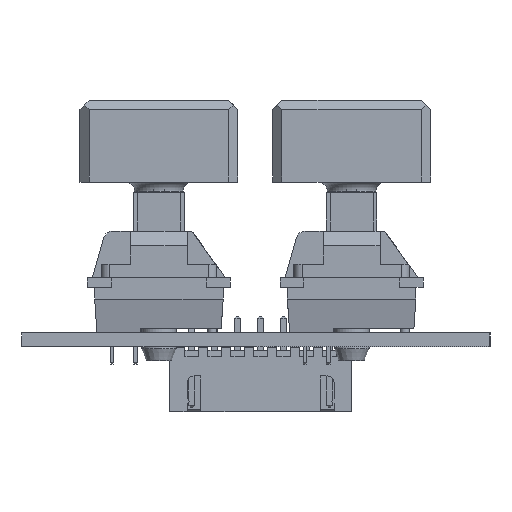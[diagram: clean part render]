
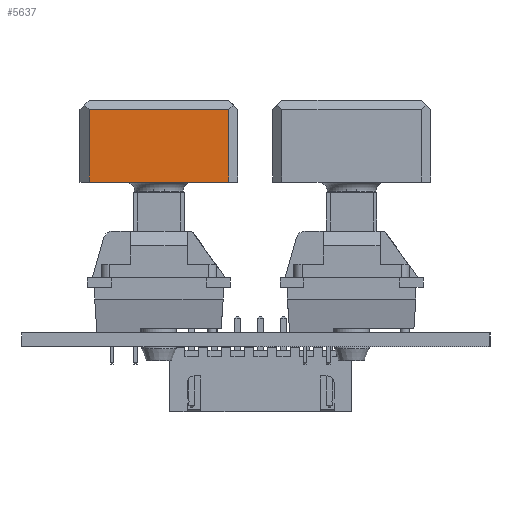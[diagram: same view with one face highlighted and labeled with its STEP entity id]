
A CAD part, left-side view. The second image highlights one B-rep face of the part: STEP entity #5637.
In plain terms, the highlighted planar face has unit normal (-1, 0, 0).
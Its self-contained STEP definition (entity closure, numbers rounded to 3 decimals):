
#5522 = VERTEX_POINT('',#5523);
#5523 = CARTESIAN_POINT('',(-143.1,-77.,172.9));
#5529 = EDGE_CURVE('',#5522,#5530,#5532,.T.);
#5530 = VERTEX_POINT('',#5531);
#5531 = CARTESIAN_POINT('',(-143.1,-69.1,172.9));
#5532 = LINE('',#5533,#5534);
#5533 = CARTESIAN_POINT('',(-143.1,-72.1,172.9));
#5534 = VECTOR('',#5535,1.);
#5535 = DIRECTION('',(0.,1.,0.));
#5568 = EDGE_CURVE('',#5530,#5569,#5571,.T.);
#5569 = VERTEX_POINT('',#5570);
#5570 = CARTESIAN_POINT('',(-143.1,-69.1,188.1));
#5571 = LINE('',#5572,#5573);
#5572 = CARTESIAN_POINT('',(-143.1,-69.1,189.1));
#5573 = VECTOR('',#5574,1.);
#5574 = DIRECTION('',(0.,0.,1.));
#5637 = ADVANCED_FACE('',(#5638),#5656,.T.);
#5638 = FACE_BOUND('',#5639,.T.);
#5639 = EDGE_LOOP('',(#5640,#5641,#5649,#5655));
#5640 = ORIENTED_EDGE('',*,*,#5529,.F.);
#5641 = ORIENTED_EDGE('',*,*,#5642,.F.);
#5642 = EDGE_CURVE('',#5643,#5522,#5645,.T.);
#5643 = VERTEX_POINT('',#5644);
#5644 = CARTESIAN_POINT('',(-143.1,-77.,188.1));
#5645 = LINE('',#5646,#5647);
#5646 = CARTESIAN_POINT('',(-143.1,-77.,184.8));
#5647 = VECTOR('',#5648,1.);
#5648 = DIRECTION('',(0.,0.,-1.));
#5649 = ORIENTED_EDGE('',*,*,#5650,.F.);
#5650 = EDGE_CURVE('',#5569,#5643,#5651,.T.);
#5651 = LINE('',#5652,#5653);
#5652 = CARTESIAN_POINT('',(-143.1,-72.1,188.1));
#5653 = VECTOR('',#5654,1.);
#5654 = DIRECTION('',(0.,-1.,0.));
#5655 = ORIENTED_EDGE('',*,*,#5568,.F.);
#5656 = PLANE('',#5657);
#5657 = AXIS2_PLACEMENT_3D('',#5658,#5659,#5660);
#5658 = CARTESIAN_POINT('',(-143.1,-72.1,189.1));
#5659 = DIRECTION('',(-1.,0.,0.));
#5660 = DIRECTION('',(0.,0.,-1.));
